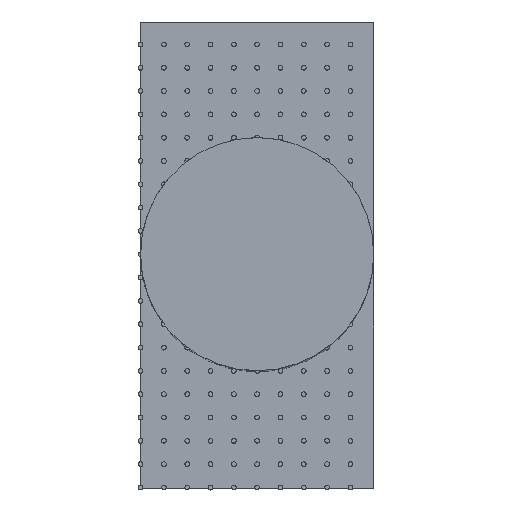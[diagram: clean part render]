
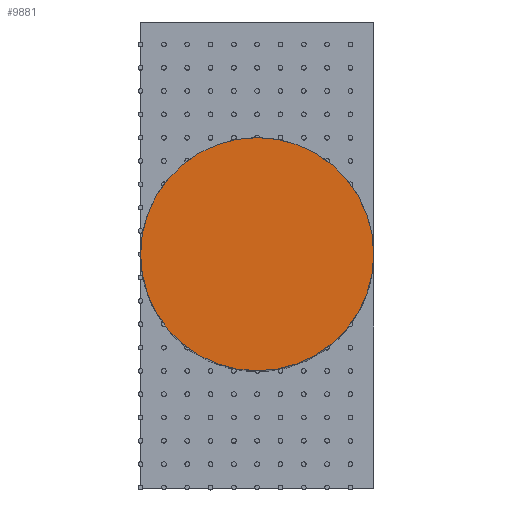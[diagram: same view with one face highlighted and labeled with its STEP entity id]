
A CAD part, top view. The second image highlights one B-rep face of the part: STEP entity #9881.
In plain terms, the highlighted planar face has unit normal (0, 0, 1).
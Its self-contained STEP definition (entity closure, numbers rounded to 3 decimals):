
#2177 = CYLINDRICAL_SURFACE('',#2178,50.);
#2178 = AXIS2_PLACEMENT_3D('',#2179,#2180,#2181);
#2179 = CARTESIAN_POINT('',(0.,0.,-150.));
#2180 = DIRECTION('',(0.,0.,1.));
#2181 = DIRECTION('',(1.,0.,0.));
#2574 = VERTEX_POINT('',#2575);
#2575 = CARTESIAN_POINT('',(50.,0.,150.));
#2596 = EDGE_CURVE('',#2574,#2574,#2597,.T.);
#2597 = SURFACE_CURVE('',#2598,(#2603,#2610),.PCURVE_S1.);
#2598 = CIRCLE('',#2599,50.);
#2599 = AXIS2_PLACEMENT_3D('',#2600,#2601,#2602);
#2600 = CARTESIAN_POINT('',(0.,0.,150.));
#2601 = DIRECTION('',(0.,0.,1.));
#2602 = DIRECTION('',(1.,0.,0.));
#2603 = PCURVE('',#2177,#2604);
#2604 = DEFINITIONAL_REPRESENTATION('',(#2605),#2609);
#2605 = LINE('',#2606,#2607);
#2606 = CARTESIAN_POINT('',(0.,300.));
#2607 = VECTOR('',#2608,1.);
#2608 = DIRECTION('',(1.,0.));
#2609 = ( GEOMETRIC_REPRESENTATION_CONTEXT(2) 
PARAMETRIC_REPRESENTATION_CONTEXT() REPRESENTATION_CONTEXT('2D SPACE',''
  ) );
#2610 = PCURVE('',#2611,#2616);
#2611 = PLANE('',#2612);
#2612 = AXIS2_PLACEMENT_3D('',#2613,#2614,#2615);
#2613 = CARTESIAN_POINT('',(0.,0.,150.));
#2614 = DIRECTION('',(0.,0.,1.));
#2615 = DIRECTION('',(1.,0.,0.));
#2616 = DEFINITIONAL_REPRESENTATION('',(#2617),#2621);
#2617 = CIRCLE('',#2618,50.);
#2618 = AXIS2_PLACEMENT_2D('',#2619,#2620);
#2619 = CARTESIAN_POINT('',(0.,0.));
#2620 = DIRECTION('',(1.,0.));
#2621 = ( GEOMETRIC_REPRESENTATION_CONTEXT(2) 
PARAMETRIC_REPRESENTATION_CONTEXT() REPRESENTATION_CONTEXT('2D SPACE',''
  ) );
#9881 = ADVANCED_FACE('',(#9882),#2611,.T.);
#9882 = FACE_BOUND('',#9883,.T.);
#9883 = EDGE_LOOP('',(#9884));
#9884 = ORIENTED_EDGE('',*,*,#2596,.T.);
